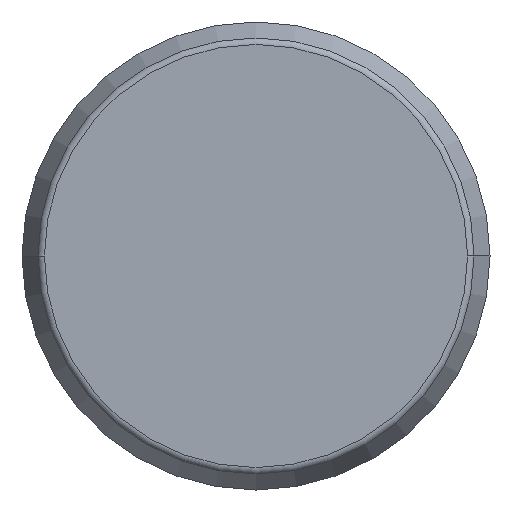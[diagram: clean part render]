
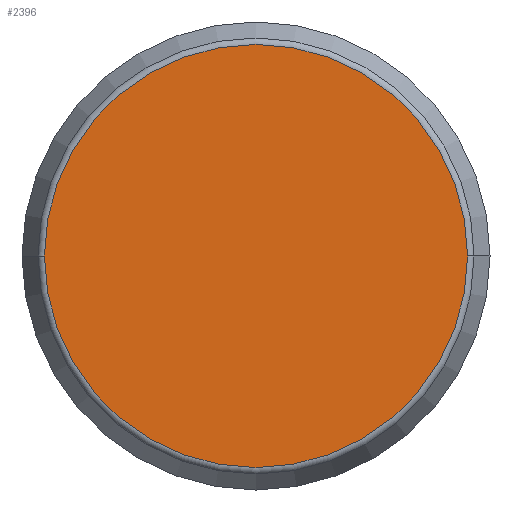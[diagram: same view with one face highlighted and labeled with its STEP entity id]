
A CAD part, front view. The second image highlights one B-rep face of the part: STEP entity #2396.
In plain terms, the highlighted planar face has unit normal (0, -1, 0).
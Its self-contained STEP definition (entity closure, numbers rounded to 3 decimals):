
#78 = AXIS2_PLACEMENT_3D ( 'NONE', #1442, #8208, #2824 ) ;
#155 = AXIS2_PLACEMENT_3D ( 'NONE', #10444, #13545, #9164 ) ;
#1442 = CARTESIAN_POINT ( 'NONE',  ( 0., 0., 0. ) ) ;
#1697 = DIRECTION ( 'NONE',  ( 0., 1., 0. ) ) ;
#2396 = ADVANCED_FACE ( 'NONE', ( #14878 ), #13510, .T. ) ;
#2824 = DIRECTION ( 'NONE',  ( 1., 0., 0. ) ) ;
#3347 = EDGE_CURVE ( 'NONE', #5997, #11538, #13122, .T. ) ;
#4218 = CARTESIAN_POINT ( 'NONE',  ( -29.382, 0., 0. ) ) ;
#5997 = VERTEX_POINT ( 'NONE', #17241 ) ;
#6016 = EDGE_LOOP ( 'NONE', ( #13433, #12882 ) ) ;
#6837 = CIRCLE ( 'NONE', #155, 29.382 ) ;
#8208 = DIRECTION ( 'NONE',  ( 0., -1., 0. ) ) ;
#9164 = DIRECTION ( 'NONE',  ( -1., 0., 0. ) ) ;
#10210 = AXIS2_PLACEMENT_3D ( 'NONE', #14212, #1697, #16951 ) ;
#10444 = CARTESIAN_POINT ( 'NONE',  ( 0., 0., 0. ) ) ;
#11538 = VERTEX_POINT ( 'NONE', #4218 ) ;
#12882 = ORIENTED_EDGE ( 'NONE', *, *, #3347, .F. ) ;
#13122 = CIRCLE ( 'NONE', #10210, 29.382 ) ;
#13433 = ORIENTED_EDGE ( 'NONE', *, *, #17214, .F. ) ;
#13510 = PLANE ( 'NONE',  #78 ) ;
#13545 = DIRECTION ( 'NONE',  ( 0., 1., 0. ) ) ;
#14212 = CARTESIAN_POINT ( 'NONE',  ( 0., 0., 0. ) ) ;
#14878 = FACE_OUTER_BOUND ( 'NONE', #6016, .T. ) ;
#16951 = DIRECTION ( 'NONE',  ( -1., 0., 0. ) ) ;
#17214 = EDGE_CURVE ( 'NONE', #11538, #5997, #6837, .T. ) ;
#17241 = CARTESIAN_POINT ( 'NONE',  ( 29.382, 0., 0. ) ) ;
